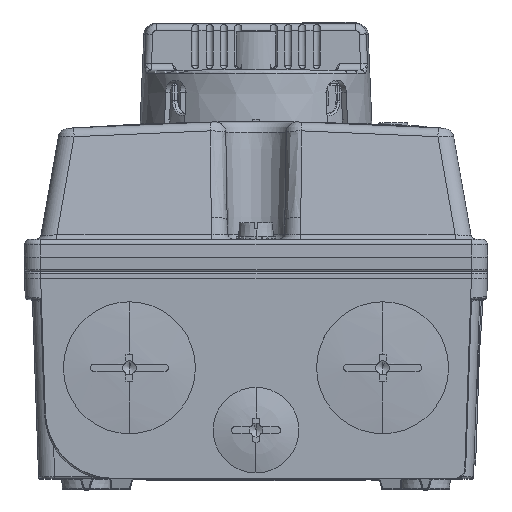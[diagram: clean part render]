
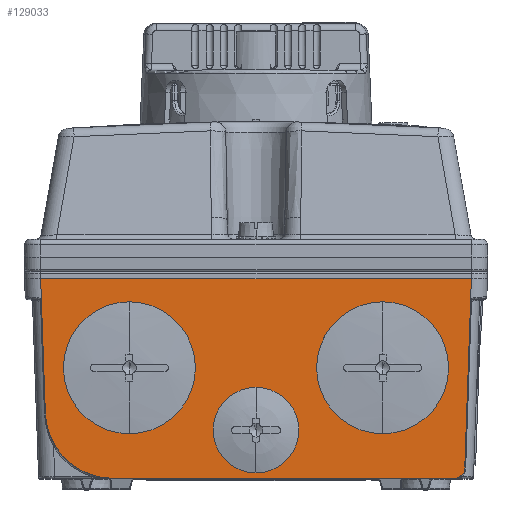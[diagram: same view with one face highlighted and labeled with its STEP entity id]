
A CAD part, top view. The second image highlights one B-rep face of the part: STEP entity #129033.
In plain terms, the highlighted planar face has unit normal (0, 0, 1).
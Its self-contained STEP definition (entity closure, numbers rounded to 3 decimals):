
#25648=DIRECTION('',(-1.,0.,0.));
#25649=VECTOR('',#25648,120.797);
#25650=CARTESIAN_POINT('',(60.398,0.,82.4));
#25651=LINE('',#25650,#25649);
#26540=DIRECTION('',(-0.035,0.999,0.));
#26541=VECTOR('',#26540,37.686);
#26542=CARTESIAN_POINT('',(-59.083,-37.663,82.4));
#26543=LINE('',#26542,#26541);
#26544=DIRECTION('',(-0.035,-0.999,0.));
#26545=VECTOR('',#26544,53.137);
#26546=CARTESIAN_POINT('',(60.398,0.,82.4));
#26547=LINE('',#26546,#26545);
#26548=CARTESIAN_POINT('',(55.546,-53.,82.4));
#26549=DIRECTION('',(0.,0.,-1.));
#26550=DIRECTION('',(0.999,-0.035,0.));
#26551=AXIS2_PLACEMENT_3D('',#26548,#26549,#26550);
#26553=DIRECTION('',(-1.,0.,0.));
#26554=VECTOR('',#26553,95.641);
#26555=CARTESIAN_POINT('',(55.546,-56.,82.4));
#26556=LINE('',#26555,#26554);
#26557=CARTESIAN_POINT('',(-40.095,-37.,82.4));
#26558=DIRECTION('',(0.,0.,-1.));
#26559=DIRECTION('',(0.,-1.,0.));
#26560=AXIS2_PLACEMENT_3D('',#26557,#26558,#26559);
#26562=CARTESIAN_POINT('',(0.,-42.5,82.4));
#26563=DIRECTION('',(0.,0.,-1.));
#26564=DIRECTION('',(0.,-1.,0.));
#26565=AXIS2_PLACEMENT_3D('',#26562,#26563,#26564);
#26567=CARTESIAN_POINT('',(0.,-42.5,82.4));
#26568=DIRECTION('',(0.,0.,-1.));
#26569=DIRECTION('',(0.,1.,0.));
#26570=AXIS2_PLACEMENT_3D('',#26567,#26568,#26569);
#26572=CARTESIAN_POINT('',(35.5,-25.,82.4));
#26573=DIRECTION('',(0.,0.,-1.));
#26574=DIRECTION('',(0.,-1.,0.));
#26575=AXIS2_PLACEMENT_3D('',#26572,#26573,#26574);
#26577=CARTESIAN_POINT('',(35.5,-25.,82.4));
#26578=DIRECTION('',(0.,0.,-1.));
#26579=DIRECTION('',(0.,1.,0.));
#26580=AXIS2_PLACEMENT_3D('',#26577,#26578,#26579);
#26582=CARTESIAN_POINT('',(-35.5,-25.,82.4));
#26583=DIRECTION('',(0.,0.,-1.));
#26584=DIRECTION('',(0.,-1.,0.));
#26585=AXIS2_PLACEMENT_3D('',#26582,#26583,#26584);
#26587=CARTESIAN_POINT('',(-35.5,-25.,82.4));
#26588=DIRECTION('',(0.,0.,-1.));
#26589=DIRECTION('',(0.,1.,0.));
#26590=AXIS2_PLACEMENT_3D('',#26587,#26588,#26589);
#70532=CARTESIAN_POINT('',(-40.095,-56.,82.4));
#70533=VERTEX_POINT('',#70532);
#70534=CARTESIAN_POINT('',(55.546,-56.,82.4));
#70535=VERTEX_POINT('',#70534);
#71189=CARTESIAN_POINT('',(58.544,-53.105,82.4));
#71190=VERTEX_POINT('',#71189);
#71191=CARTESIAN_POINT('',(-59.083,-37.663,82.4));
#71192=CARTESIAN_POINT('',(-60.398,0.,82.4));
#71193=VERTEX_POINT('',#71191);
#71194=VERTEX_POINT('',#71192);
#71195=CARTESIAN_POINT('',(60.398,0.,82.4));
#71196=VERTEX_POINT('',#71195);
#78269=CARTESIAN_POINT('',(0.,-54.5,82.4));
#78270=CARTESIAN_POINT('',(0.,-30.5,82.4));
#78271=VERTEX_POINT('',#78269);
#78272=VERTEX_POINT('',#78270);
#78406=CARTESIAN_POINT('',(35.5,-43.5,82.4));
#78407=CARTESIAN_POINT('',(35.5,-6.5,82.4));
#78408=VERTEX_POINT('',#78406);
#78409=VERTEX_POINT('',#78407);
#78541=CARTESIAN_POINT('',(-35.5,-43.5,82.4));
#78542=CARTESIAN_POINT('',(-35.5,-6.5,82.4));
#78543=VERTEX_POINT('',#78541);
#78544=VERTEX_POINT('',#78542);
#128998=CARTESIAN_POINT('',(0.,0.,82.4));
#128999=DIRECTION('',(0.,0.,1.));
#129000=DIRECTION('',(1.,0.,0.));
#129001=AXIS2_PLACEMENT_3D('',#128998,#128999,#129000);
#129002=PLANE('',#129001);
#129003=ORIENTED_EDGE('',*,*,#128984,.T.);
#129004=ORIENTED_EDGE('',*,*,#127165,.F.);
#129006=ORIENTED_EDGE('',*,*,#129005,.T.);
#129008=ORIENTED_EDGE('',*,*,#129007,.T.);
#129010=ORIENTED_EDGE('',*,*,#129009,.T.);
#129012=ORIENTED_EDGE('',*,*,#129011,.T.);
#129013=EDGE_LOOP('',(#129003,#129004,#129006,#129008,#129010,#129012));
#129014=FACE_OUTER_BOUND('',#129013,.F.);
#129016=ORIENTED_EDGE('',*,*,#129015,.F.);
#129018=ORIENTED_EDGE('',*,*,#129017,.F.);
#129019=EDGE_LOOP('',(#129016,#129018));
#129020=FACE_BOUND('',#129019,.F.);
#129022=ORIENTED_EDGE('',*,*,#129021,.F.);
#129024=ORIENTED_EDGE('',*,*,#129023,.F.);
#129025=EDGE_LOOP('',(#129022,#129024));
#129026=FACE_BOUND('',#129025,.F.);
#129028=ORIENTED_EDGE('',*,*,#129027,.F.);
#129030=ORIENTED_EDGE('',*,*,#129029,.F.);
#129031=EDGE_LOOP('',(#129028,#129030));
#129032=FACE_BOUND('',#129031,.F.);
#26552=CIRCLE('',#26551,3.);
#26561=CIRCLE('',#26560,19.);
#26566=CIRCLE('',#26565,12.);
#26571=CIRCLE('',#26570,12.);
#26576=CIRCLE('',#26575,18.5);
#26581=CIRCLE('',#26580,18.5);
#26586=CIRCLE('',#26585,18.5);
#26591=CIRCLE('',#26590,18.5);
#127165=EDGE_CURVE('',#71196,#71194,#25651,.T.);
#128984=EDGE_CURVE('',#71193,#71194,#26543,.T.);
#129005=EDGE_CURVE('',#71196,#71190,#26547,.T.);
#129007=EDGE_CURVE('',#71190,#70535,#26552,.T.);
#129009=EDGE_CURVE('',#70535,#70533,#26556,.T.);
#129011=EDGE_CURVE('',#70533,#71193,#26561,.T.);
#129015=EDGE_CURVE('',#78271,#78272,#26566,.T.);
#129017=EDGE_CURVE('',#78272,#78271,#26571,.T.);
#129021=EDGE_CURVE('',#78408,#78409,#26576,.T.);
#129023=EDGE_CURVE('',#78409,#78408,#26581,.T.);
#129027=EDGE_CURVE('',#78543,#78544,#26586,.T.);
#129029=EDGE_CURVE('',#78544,#78543,#26591,.T.);
#129033=ADVANCED_FACE('',(#129014,#129020,#129026,#129032),#129002,.T.);
